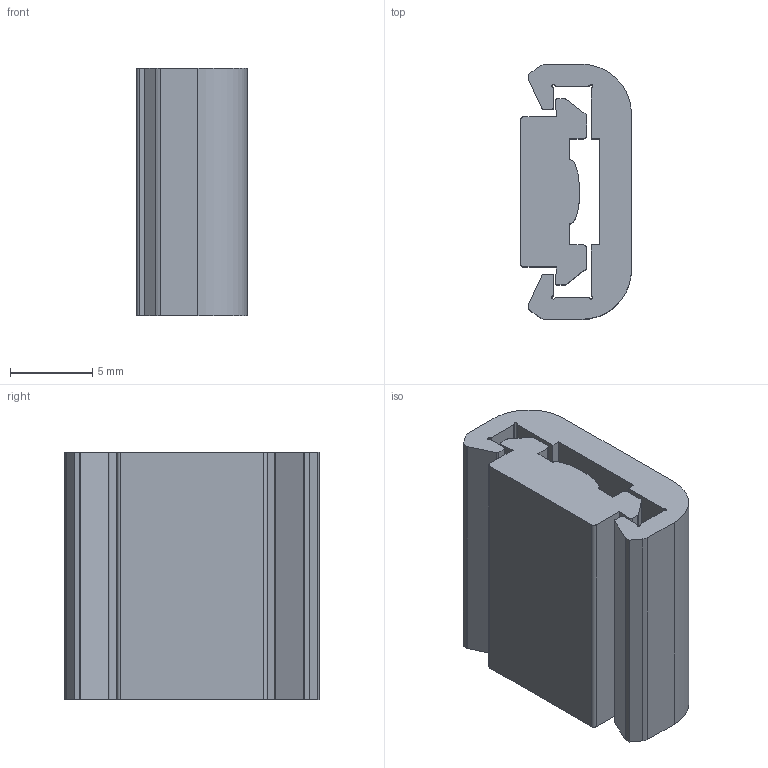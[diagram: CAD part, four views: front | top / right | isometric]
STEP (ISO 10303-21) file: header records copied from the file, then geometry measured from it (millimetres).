
FILE_DESCRIPTION(/* description */ (''),/* implementation_level */ '2;1');
FILE_NAME(/* name */ 'RibbonLatch',/* time_stamp */ '2025-05-27T15:03:54+03:00',/* author */ (''),/* organization */ (''),/* preprocessor_version */ 'ST-DEVELOPER v16.5',/* originating_system */ 'Rhino 7.23',/* authorisation */ '');
FILE_SCHEMA (('CONFIG_CONTROL_DESIGN'));
Length unit declared in the file: millimetre
Products named in the file (1): Document
Bounding box: 6.72 x 15.46 x 15 mm (x, y, z)
Volume: 1162.3 mm3; surface area: 1431.9 mm2
Topology: 2 solids, 2 shells, 72 faces, 204 edges, 136 vertices
Faces by surface type: plane 38, cylinder 27, bspline 7
Entity records: 2126 total; most frequent: CARTESIAN_POINT 873, ORIENTED_EDGE 408, EDGE_CURVE 204, VERTEX_POINT 136, ADVANCED_FACE 72, FACE_OUTER_BOUND 72, EDGE_LOOP 72, DIRECTION 69
